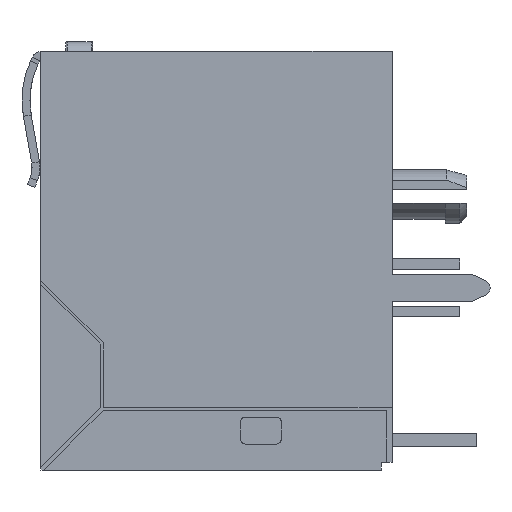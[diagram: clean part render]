
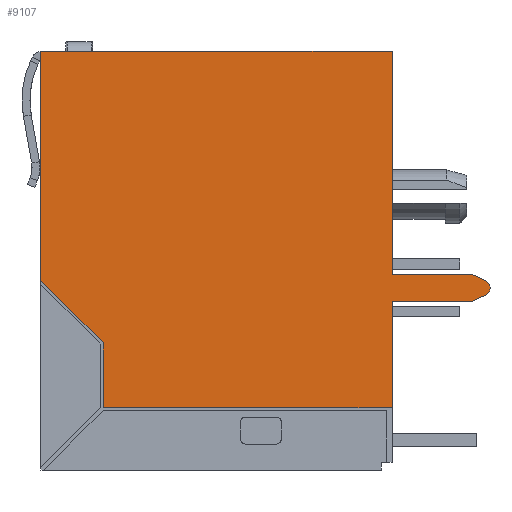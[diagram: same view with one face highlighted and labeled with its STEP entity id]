
A CAD part, left-side view. The second image highlights one B-rep face of the part: STEP entity #9107.
In plain terms, the highlighted planar face has unit normal (-1, 0, 0).
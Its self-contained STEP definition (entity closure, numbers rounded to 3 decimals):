
#5435 = VERTEX_POINT ( 'NONE', #13150 ) ;
#5445 = EDGE_CURVE ( 'NONE', #5435, #5453, #13196, .T. ) ;
#5453 = VERTEX_POINT ( 'NONE', #13186 ) ;
#5498 = EDGE_CURVE ( 'NONE', #5510, #5499, #13301, .T. ) ;
#5499 = VERTEX_POINT ( 'NONE', #13297 ) ;
#5510 = VERTEX_POINT ( 'NONE', #13280 ) ;
#8630 = VERTEX_POINT ( 'NONE', #22492 ) ;
#8642 = VERTEX_POINT ( 'NONE', #22472 ) ;
#8644 = EDGE_CURVE ( 'NONE', #5499, #8642, #22471, .T. ) ;
#8670 = VERTEX_POINT ( 'NONE', #22555 ) ;
#8679 = EDGE_CURVE ( 'NONE', #8692, #5435, #22548, .T. ) ;
#8683 = VERTEX_POINT ( 'NONE', #22538 ) ;
#8685 = EDGE_CURVE ( 'NONE', #8699, #8630, #22537, .T. ) ;
#8692 = VERTEX_POINT ( 'NONE', #22587 ) ;
#8694 = EDGE_CURVE ( 'NONE', #8630, #8692, #22586, .T. ) ;
#8699 = VERTEX_POINT ( 'NONE', #22572 ) ;
#8701 = EDGE_CURVE ( 'NONE', #8642, #8699, #22571, .T. ) ;
#8723 = EDGE_CURVE ( 'NONE', #8683, #8670, #22601, .T. ) ;
#8730 = EDGE_CURVE ( 'NONE', #8670, #5510, #22652, .T. ) ;
#8739 = EDGE_CURVE ( 'NONE', #8740, #8683, #22634, .T. ) ;
#8740 = VERTEX_POINT ( 'NONE', #22630 ) ;
#9100 = ORIENTED_EDGE ( 'NONE', *, *, #8739, .T. ) ;
#9107 = ADVANCED_FACE ( 'NONE', ( #23283 ), #23282, .T. ) ;
#9108 = EDGE_LOOP ( 'NONE', ( #9109, #9110, #9111, #9112, #9177, #9178, #9179, #9180, #9181, #9182, #9185, #9100 ) ) ;
#9109 = ORIENTED_EDGE ( 'NONE', *, *, #8723, .T. ) ;
#9110 = ORIENTED_EDGE ( 'NONE', *, *, #8730, .T. ) ;
#9111 = ORIENTED_EDGE ( 'NONE', *, *, #5498, .T. ) ;
#9112 = ORIENTED_EDGE ( 'NONE', *, *, #8644, .T. ) ;
#9177 = ORIENTED_EDGE ( 'NONE', *, *, #8701, .T. ) ;
#9178 = ORIENTED_EDGE ( 'NONE', *, *, #8685, .T. ) ;
#9179 = ORIENTED_EDGE ( 'NONE', *, *, #8694, .T. ) ;
#9180 = ORIENTED_EDGE ( 'NONE', *, *, #8679, .T. ) ;
#9181 = ORIENTED_EDGE ( 'NONE', *, *, #5445, .T. ) ;
#9182 = ORIENTED_EDGE ( 'NONE', *, *, #9183, .F. ) ;
#9183 = EDGE_CURVE ( 'NONE', #9184, #5453, #23316, .T. ) ;
#9184 = VERTEX_POINT ( 'NONE', #23312 ) ;
#9185 = ORIENTED_EDGE ( 'NONE', *, *, #9186, .F. ) ;
#9186 = EDGE_CURVE ( 'NONE', #8740, #9184, #23311, .T. ) ;
#13150 = CARTESIAN_POINT ( 'NONE',  ( -8.25, -6.455, -0.365 ) ) ;
#13186 = CARTESIAN_POINT ( 'NONE',  ( -8.25, -6.455, 8.025 ) ) ;
#13193 = DIRECTION ( 'NONE',  ( 0., 0., 1. ) ) ;
#13194 = VECTOR ( 'NONE', #13193, 1000. ) ;
#13195 = CARTESIAN_POINT ( 'NONE',  ( -8.25, -6.455, 7.725 ) ) ;
#13196 = LINE ( 'NONE', #13195, #13194 ) ;
#13280 = CARTESIAN_POINT ( 'NONE',  ( -8.25, -6.455, -5.375 ) ) ;
#13297 = CARTESIAN_POINT ( 'NONE',  ( -8.25, -6.455, -1.365 ) ) ;
#13298 = DIRECTION ( 'NONE',  ( 0., 0., 1. ) ) ;
#13299 = VECTOR ( 'NONE', #13298, 1000. ) ;
#13300 = CARTESIAN_POINT ( 'NONE',  ( -8.25, -6.455, 7.725 ) ) ;
#13301 = LINE ( 'NONE', #13300, #13299 ) ;
#22468 = DIRECTION ( 'NONE',  ( 0., -1., 0. ) ) ;
#22469 = VECTOR ( 'NONE', #22468, 1000. ) ;
#22470 = CARTESIAN_POINT ( 'NONE',  ( -8.25, -6.455, -1.365 ) ) ;
#22471 = LINE ( 'NONE', #22470, #22469 ) ;
#22472 = CARTESIAN_POINT ( 'NONE',  ( -8.25, -9.473, -1.365 ) ) ;
#22492 = CARTESIAN_POINT ( 'NONE',  ( -8.25, -9.962, -0.593 ) ) ;
#22533 = DIRECTION ( 'NONE',  ( 0., 0., 1. ) ) ;
#22534 = DIRECTION ( 'NONE',  ( -1., 0., 0. ) ) ;
#22535 = CARTESIAN_POINT ( 'NONE',  ( -8.25, -9.835, -0.865 ) ) ;
#22536 = AXIS2_PLACEMENT_3D ( 'NONE', #22535, #22534, #22533 ) ;
#22537 = CIRCLE ( 'NONE', #22536, 0.3 ) ;
#22538 = CARTESIAN_POINT ( 'NONE',  ( -8.25, 4.405, -2.934 ) ) ;
#22545 = DIRECTION ( 'NONE',  ( 0., 1., 0. ) ) ;
#22546 = VECTOR ( 'NONE', #22545, 1000. ) ;
#22547 = CARTESIAN_POINT ( 'NONE',  ( -8.25, -6.455, -0.365 ) ) ;
#22548 = LINE ( 'NONE', #22547, #22546 ) ;
#22555 = CARTESIAN_POINT ( 'NONE',  ( -8.25, 4.405, -5.375 ) ) ;
#22568 = DIRECTION ( 'NONE',  ( 0., -0.906, 0.423 ) ) ;
#22569 = VECTOR ( 'NONE', #22568, 1000. ) ;
#22570 = CARTESIAN_POINT ( 'NONE',  ( -8.25, -9.473, -1.365 ) ) ;
#22571 = LINE ( 'NONE', #22570, #22569 ) ;
#22572 = CARTESIAN_POINT ( 'NONE',  ( -8.25, -9.962, -1.137 ) ) ;
#22583 = DIRECTION ( 'NONE',  ( 0., 0.906, 0.423 ) ) ;
#22584 = VECTOR ( 'NONE', #22583, 1000. ) ;
#22585 = CARTESIAN_POINT ( 'NONE',  ( -8.25, -9.962, -0.593 ) ) ;
#22586 = LINE ( 'NONE', #22585, #22584 ) ;
#22587 = CARTESIAN_POINT ( 'NONE',  ( -8.25, -9.473, -0.365 ) ) ;
#22595 = DIRECTION ( 'NONE',  ( 0., 0., -1. ) ) ;
#22596 = VECTOR ( 'NONE', #22595, 1000. ) ;
#22597 = CARTESIAN_POINT ( 'NONE',  ( -8.25, 4.405, 7.725 ) ) ;
#22601 = LINE ( 'NONE', #22597, #22596 ) ;
#22630 = CARTESIAN_POINT ( 'NONE',  ( -8.25, 6.755, -0.584 ) ) ;
#22631 = DIRECTION ( 'NONE',  ( 0., -0.707, -0.707 ) ) ;
#22632 = VECTOR ( 'NONE', #22631, 1000. ) ;
#22633 = CARTESIAN_POINT ( 'NONE',  ( -8.25, 6.755, -0.584 ) ) ;
#22634 = LINE ( 'NONE', #22633, #22632 ) ;
#22649 = DIRECTION ( 'NONE',  ( 0., -1., 0. ) ) ;
#22650 = VECTOR ( 'NONE', #22649, 1000. ) ;
#22651 = CARTESIAN_POINT ( 'NONE',  ( -8.25, -6.455, -5.375 ) ) ;
#22652 = LINE ( 'NONE', #22651, #22650 ) ;
#23277 = DIRECTION ( 'NONE',  ( 0., 0., 1. ) ) ;
#23278 = DIRECTION ( 'NONE',  ( -1., 0., 0. ) ) ;
#23279 = CARTESIAN_POINT ( 'NONE',  ( -8.25, -6.455, 7.725 ) ) ;
#23281 = AXIS2_PLACEMENT_3D ( 'NONE', #23279, #23278, #23277 ) ;
#23282 = PLANE ( 'NONE',  #23281 ) ;
#23283 = FACE_OUTER_BOUND ( 'NONE', #9108, .T. ) ;
#23308 = DIRECTION ( 'NONE',  ( 0., 0., 1. ) ) ;
#23309 = VECTOR ( 'NONE', #23308, 1000. ) ;
#23310 = CARTESIAN_POINT ( 'NONE',  ( -8.25, 6.755, 7.725 ) ) ;
#23311 = LINE ( 'NONE', #23310, #23309 ) ;
#23312 = CARTESIAN_POINT ( 'NONE',  ( -8.25, 6.755, 8.025 ) ) ;
#23313 = DIRECTION ( 'NONE',  ( 0., -1., 0. ) ) ;
#23314 = VECTOR ( 'NONE', #23313, 1000. ) ;
#23315 = CARTESIAN_POINT ( 'NONE',  ( -8.25, 0., 8.025 ) ) ;
#23316 = LINE ( 'NONE', #23315, #23314 ) ;
